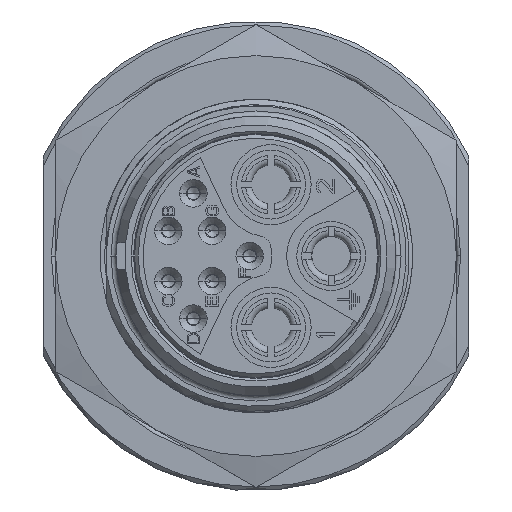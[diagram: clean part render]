
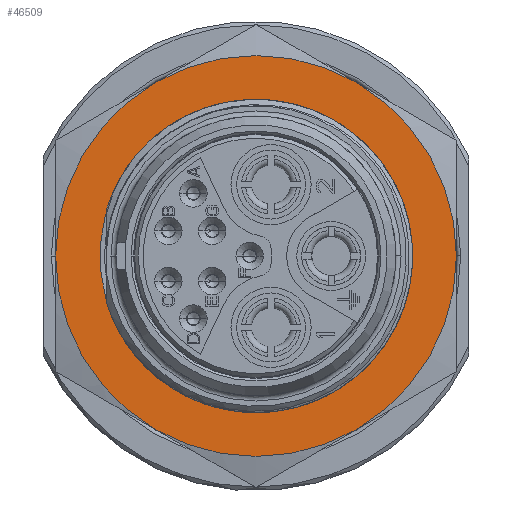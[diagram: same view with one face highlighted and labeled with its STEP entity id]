
A CAD part, left-side view. The second image highlights one B-rep face of the part: STEP entity #46509.
In plain terms, the highlighted planar face has unit normal (-1, 0, 0).
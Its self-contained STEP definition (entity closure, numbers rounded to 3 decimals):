
#15896=CARTESIAN_POINT('',(17.2,-2.895,12.16));
#15897=CARTESIAN_POINT('',(17.2,-3.078,12.112));
#15898=CARTESIAN_POINT('',(17.2,-3.441,12.009));
#15899=CARTESIAN_POINT('',(17.2,-3.978,11.828));
#15900=CARTESIAN_POINT('',(17.2,-4.506,11.624));
#15901=CARTESIAN_POINT('',(17.2,-4.85,11.472));
#15902=CARTESIAN_POINT('',(17.2,-5.021,11.393));
#15904=CARTESIAN_POINT('',(17.2,0.,0.));
#15905=DIRECTION('',(1.,0.,0.));
#15906=DIRECTION('',(0.,0.759,0.651));
#15907=AXIS2_PLACEMENT_3D('',#15904,#15905,#15906);
#15949=CARTESIAN_POINT('',(17.2,0.,0.));
#15950=DIRECTION('',(1.,0.,0.));
#15951=DIRECTION('',(0.,-0.5,0.866));
#15952=AXIS2_PLACEMENT_3D('',#15949,#15950,#15951);
#15954=CARTESIAN_POINT('',(17.2,0.,0.));
#15955=DIRECTION('',(1.,0.,0.));
#15956=DIRECTION('',(0.,-1.,0.));
#15957=AXIS2_PLACEMENT_3D('',#15954,#15955,#15956);
#15959=CARTESIAN_POINT('',(17.2,0.,0.));
#15960=DIRECTION('',(-1.,0.,0.));
#15961=DIRECTION('',(0.,1.,0.));
#15962=AXIS2_PLACEMENT_3D('',#15959,#15960,#15961);
#15964=CARTESIAN_POINT('',(17.2,0.,0.));
#15965=DIRECTION('',(-1.,0.,0.));
#15966=DIRECTION('',(0.,0.5,0.866));
#15967=AXIS2_PLACEMENT_3D('',#15964,#15965,#15966);
#15969=CARTESIAN_POINT('',(17.2,10.8,6.235));
#15970=CARTESIAN_POINT('',(17.2,10.708,6.399));
#15971=CARTESIAN_POINT('',(17.2,10.515,6.724));
#15972=CARTESIAN_POINT('',(17.2,10.201,7.201));
#15973=CARTESIAN_POINT('',(17.2,9.976,7.511));
#15974=CARTESIAN_POINT('',(17.2,9.859,7.663));
#15976=CARTESIAN_POINT('',(17.2,11.346,5.126));
#15977=CARTESIAN_POINT('',(17.2,11.294,5.247));
#15978=CARTESIAN_POINT('',(17.2,11.185,5.491));
#15979=CARTESIAN_POINT('',(17.2,11.002,5.864));
#15980=CARTESIAN_POINT('',(17.2,10.869,6.111));
#15981=CARTESIAN_POINT('',(17.2,10.8,6.235));
#16001=CARTESIAN_POINT('',(17.2,-8.,13.856));
#16003=CARTESIAN_POINT('',(17.2,0.,0.));
#16004=DIRECTION('',(-1.,0.,0.));
#16005=DIRECTION('',(0.,-0.5,0.866));
#16006=AXIS2_PLACEMENT_3D('',#16003,#16004,#16005);
#16286=CARTESIAN_POINT('',(17.2,8.,-13.856));
#16288=CARTESIAN_POINT('',(17.2,0.,0.));
#16289=DIRECTION('',(-1.,0.,0.));
#16290=DIRECTION('',(0.,0.5,-0.866));
#16291=AXIS2_PLACEMENT_3D('',#16288,#16289,#16290);
#16341=CARTESIAN_POINT('',(17.2,-8.,-13.856));
#16389=CARTESIAN_POINT('',(17.2,-16.,0.));
#17251=CARTESIAN_POINT('',(17.2,0.,0.));
#17252=DIRECTION('',(1.,0.,0.));
#17253=DIRECTION('',(0.,-0.403,0.915));
#17254=AXIS2_PLACEMENT_3D('',#17251,#17252,#17253);
#17377=CARTESIAN_POINT('',(17.2,9.859,7.663));
#17378=CARTESIAN_POINT('',(17.2,9.799,7.743));
#17379=CARTESIAN_POINT('',(17.2,9.678,7.903));
#17380=CARTESIAN_POINT('',(17.2,9.553,8.059));
#17381=CARTESIAN_POINT('',(17.2,9.489,8.136));
#18812=CARTESIAN_POINT('',(17.2,16.,0.));
#18860=CARTESIAN_POINT('',(17.2,8.,13.856));
#20726=VERTEX_POINT('',#16001);
#20729=VERTEX_POINT('',#16389);
#20732=VERTEX_POINT('',#16341);
#20744=VERTEX_POINT('',#16286);
#20747=VERTEX_POINT('',#18812);
#20750=VERTEX_POINT('',#18860);
#20752=VERTEX_POINT('',#15976);
#20753=VERTEX_POINT('',#15981);
#20765=CARTESIAN_POINT('',(17.2,9.489,8.136));
#20766=CARTESIAN_POINT('',(17.2,-2.895,12.16));
#20767=VERTEX_POINT('',#20765);
#20768=VERTEX_POINT('',#20766);
#20781=VERTEX_POINT('',#17377);
#20783=VERTEX_POINT('',#15902);
#46478=CARTESIAN_POINT('',(17.2,0.,0.));
#46479=DIRECTION('',(1.,0.,0.));
#46480=DIRECTION('',(0.,0.,-1.));
#46481=AXIS2_PLACEMENT_3D('',#46478,#46479,#46480);
#46482=PLANE('348',#46481);
#46484=ORIENTED_EDGE('2560',*,*,#46483,.F.);
#46486=ORIENTED_EDGE('2551',*,*,#46485,.T.);
#46488=ORIENTED_EDGE('2552',*,*,#46487,.T.);
#46490=ORIENTED_EDGE('2559',*,*,#46489,.F.);
#46492=ORIENTED_EDGE('2556',*,*,#46491,.F.);
#46494=ORIENTED_EDGE('2555',*,*,#46493,.F.);
#46495=EDGE_LOOP('348',(#46484,#46486,#46488,#46490,#46492,#46494));
#46496=FACE_OUTER_BOUND('348',#46495,.F.);
#46497=ORIENTED_EDGE('2602',*,*,#46469,.F.);
#46499=ORIENTED_EDGE('2627',*,*,#46498,.F.);
#46501=ORIENTED_EDGE('2678',*,*,#46500,.F.);
#46503=ORIENTED_EDGE('2586',*,*,#46502,.F.);
#46505=ORIENTED_EDGE('2694',*,*,#46504,.F.);
#46506=ORIENTED_EDGE('2631',*,*,#46457,.F.);
#46507=EDGE_LOOP('348',(#46497,#46499,#46501,#46503,#46505,#46506));
#46508=FACE_BOUND('348',#46507,.F.);
#15903=B_SPLINE_CURVE_WITH_KNOTS('2631',3,(#15896,#15897,#15898,#15899,#15900,
#15901,#15902),.UNSPECIFIED.,.F.,.F.,(4,1,1,1,4),(0.,0.25,0.5,0.75,
1.),.UNSPECIFIED.);
#15908=CIRCLE('2602',#15907,12.5);
#15953=CIRCLE('2551',#15952,16.);
#15958=CIRCLE('2552',#15957,16.);
#15963=CIRCLE('2556',#15962,16.);
#15968=CIRCLE('2555',#15967,16.);
#15975=B_SPLINE_CURVE_WITH_KNOTS('2678',3,(#15969,#15970,#15971,#15972,#15973,
#15974),.UNSPECIFIED.,.F.,.F.,(4,1,1,4),(0.,0.333,
0.667,1.),.UNSPECIFIED.);
#15982=B_SPLINE_CURVE_WITH_KNOTS('2586',3,(#15976,#15977,#15978,#15979,#15980,
#15981),.UNSPECIFIED.,.F.,.F.,(4,1,1,4),(0.,0.333,
0.667,1.),.UNSPECIFIED.);
#16007=CIRCLE('2560',#16006,16.);
#16292=CIRCLE('2559',#16291,16.);
#17255=CIRCLE('2694',#17254,12.45);
#17382=B_SPLINE_CURVE_WITH_KNOTS('2627',3,(#17377,#17378,#17379,#17380,#17381),
.UNSPECIFIED.,.F.,.F.,(4,1,4),(0.,0.5,1.),.UNSPECIFIED.);
#46457=EDGE_CURVE('2631',#20768,#20783,#15903,.T.);
#46469=EDGE_CURVE('2602',#20767,#20768,#15908,.T.);
#46483=EDGE_CURVE('2560',#20726,#20750,#16007,.T.);
#46485=EDGE_CURVE('2551',#20726,#20729,#15953,.T.);
#46487=EDGE_CURVE('2552',#20729,#20732,#15958,.T.);
#46489=EDGE_CURVE('2559',#20744,#20732,#16292,.T.);
#46491=EDGE_CURVE('2556',#20747,#20744,#15963,.T.);
#46493=EDGE_CURVE('2555',#20750,#20747,#15968,.T.);
#46498=EDGE_CURVE('2627',#20781,#20767,#17382,.T.);
#46500=EDGE_CURVE('2678',#20753,#20781,#15975,.T.);
#46502=EDGE_CURVE('2586',#20752,#20753,#15982,.T.);
#46504=EDGE_CURVE('2694',#20783,#20752,#17255,.T.);
#46509=ADVANCED_FACE('348',(#46496,#46508),#46482,.F.);
